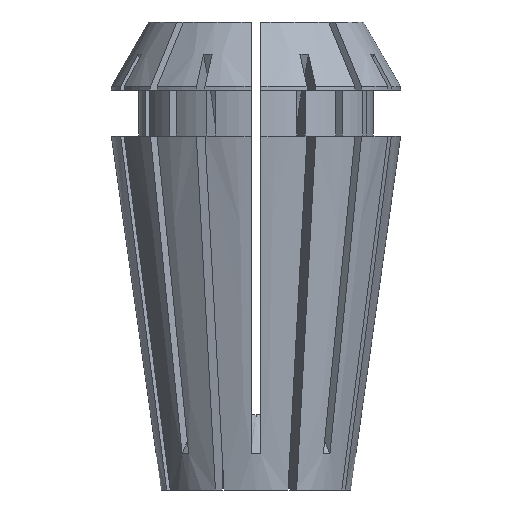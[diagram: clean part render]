
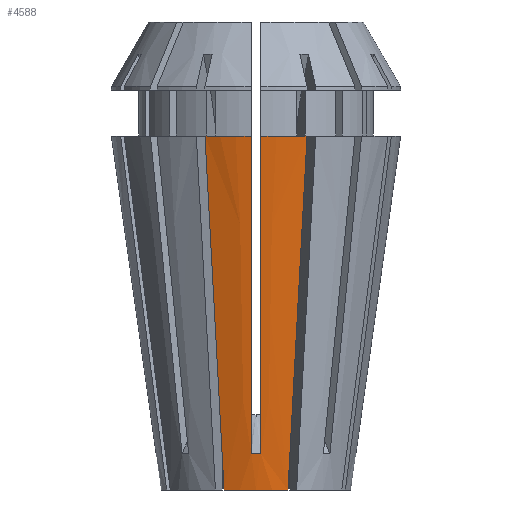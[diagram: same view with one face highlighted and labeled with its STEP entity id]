
A CAD part, left-side view. The second image highlights one B-rep face of the part: STEP entity #4588.
In plain terms, the highlighted conical face has half-angle 8 degrees and reference radius 5.577 mm.
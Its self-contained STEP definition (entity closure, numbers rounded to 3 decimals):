
#40 = ORIENTED_EDGE ( 'NONE', *, *, #804, .T. ) ;
#63 = AXIS2_PLACEMENT_3D ( 'NONE', #185, #3064, #1426 ) ;
#66 = CARTESIAN_POINT ( 'NONE',  ( -7.314, 2.732, 15.874 ) ) ;
#139 = CARTESIAN_POINT ( 'NONE',  ( -5.512, 1.986, 2.007 ) ) ;
#185 = CARTESIAN_POINT ( 'NONE',  ( 0., 0., 0. ) ) ;
#189 = EDGE_CURVE ( 'NONE', #4906, #486, #4707, .T. ) ;
#260 = DIRECTION ( 'NONE',  ( 1., 0., 0. ) ) ;
#486 = VERTEX_POINT ( 'NONE', #756 ) ;
#525 = CARTESIAN_POINT ( 'NONE',  ( -5.773, 2.094, 4.015 ) ) ;
#535 = B_SPLINE_CURVE_WITH_KNOTS ( 'NONE', 3,
 ( #4880, #789, #1144, #4024 ),
 .UNSPECIFIED., .F., .F.,
 ( 4, 4 ),
 ( 0., 0.001 ),
 .UNSPECIFIED. ) ;
#570 = CARTESIAN_POINT ( 'NONE',  ( -5.773, -2.094, 4.015 ) ) ;
#573 = ORIENTED_EDGE ( 'NONE', *, *, #4591, .F. ) ;
#574 = CARTESIAN_POINT ( 'NONE',  ( -7.623, -0.275, 14.592 ) ) ;
#756 = CARTESIAN_POINT ( 'NONE',  ( -5.252, -1.878, 0. ) ) ;
#789 = CARTESIAN_POINT ( 'NONE',  ( -5.879, 0.092, 2.135 ) ) ;
#804 = EDGE_CURVE ( 'NONE', #1856, #3405, #2534, .T. ) ;
#861 = DIRECTION ( 'NONE',  ( -1., 0., 0. ) ) ;
#874 = AXIS2_PLACEMENT_3D ( 'NONE', #2042, #5293, #861 ) ;
#899 = FACE_OUTER_BOUND ( 'NONE', #5218, .T. ) ;
#913 = B_SPLINE_CURVE_WITH_KNOTS ( 'NONE', 3,
 ( #3546, #3935, #1889, #3582, #1500, #1107, #1542 ),
 .UNSPECIFIED., .F., .F.,
 ( 4, 3, 4 ),
 ( 0.033, 0.043, 0.052 ),
 .UNSPECIFIED. ) ;
#921 = ORIENTED_EDGE ( 'NONE', *, *, #4350, .F. ) ;
#931 = CARTESIAN_POINT ( 'NONE',  ( -7.954, 2.997, 20.8 ) ) ;
#1021 = CARTESIAN_POINT ( 'NONE',  ( -8.496, 0.275, 20.8 ) ) ;
#1067 = CARTESIAN_POINT ( 'NONE',  ( -5.872, -0.275, 2.146 ) ) ;
#1071 = DIRECTION ( 'NONE',  ( 0., 0., 1. ) ) ;
#1107 = CARTESIAN_POINT ( 'NONE',  ( -6.31, 0.275, 5.26 ) ) ;
#1144 = CARTESIAN_POINT ( 'NONE',  ( -5.879, -0.092, 2.135 ) ) ;
#1394 = CARTESIAN_POINT ( 'NONE',  ( -7.954, -2.997, 20.8 ) ) ;
#1426 = DIRECTION ( 'NONE',  ( -1., 0., 0. ) ) ;
#1457 = CARTESIAN_POINT ( 'NONE',  ( 0., 0., 20.8 ) ) ;
#1491 = VERTEX_POINT ( 'NONE', #1067 ) ;
#1500 = CARTESIAN_POINT ( 'NONE',  ( -6.748, 0.275, 8.374 ) ) ;
#1542 = CARTESIAN_POINT ( 'NONE',  ( -5.872, 0.275, 2.146 ) ) ;
#1602 = ORIENTED_EDGE ( 'NONE', *, *, #5234, .T. ) ;
#1697 = ORIENTED_EDGE ( 'NONE', *, *, #4189, .T. ) ;
#1831 = VERTEX_POINT ( 'NONE', #2578 ) ;
#1835 = CARTESIAN_POINT ( 'NONE',  ( -8.059, -0.275, 17.696 ) ) ;
#1856 = VERTEX_POINT ( 'NONE', #1021 ) ;
#1867 = CIRCLE ( 'NONE', #63, 5.577 ) ;
#1889 = CARTESIAN_POINT ( 'NONE',  ( -7.623, 0.275, 14.592 ) ) ;
#2042 = CARTESIAN_POINT ( 'NONE',  ( 0., 0., 20.8 ) ) ;
#2044 = B_SPLINE_CURVE_WITH_KNOTS ( 'NONE', 3,
 ( #931, #66, #5026, #4205, #525, #139, #4627 ),
 .UNSPECIFIED., .F., .F.,
 ( 4, 3, 4 ),
 ( 0., 0.015, 0.021 ),
 .UNSPECIFIED. ) ;
#2159 = EDGE_CURVE ( 'NONE', #486, #2313, #1867, .T. ) ;
#2187 = CARTESIAN_POINT ( 'NONE',  ( -7.314, -2.732, 15.874 ) ) ;
#2254 = CARTESIAN_POINT ( 'NONE',  ( -6.31, -0.275, 5.26 ) ) ;
#2313 = VERTEX_POINT ( 'NONE', #3367 ) ;
#2325 = CARTESIAN_POINT ( 'NONE',  ( 0., 0., 0. ) ) ;
#2486 = AXIS2_PLACEMENT_3D ( 'NONE', #2325, #1071, #260 ) ;
#2534 = CIRCLE ( 'NONE', #2981, 8.5 ) ;
#2578 = CARTESIAN_POINT ( 'NONE',  ( -8.496, -0.275, 20.8 ) ) ;
#2585 = CARTESIAN_POINT ( 'NONE',  ( -5.512, -1.986, 2.007 ) ) ;
#2606 = CARTESIAN_POINT ( 'NONE',  ( -6.748, -0.275, 8.374 ) ) ;
#2681 = CARTESIAN_POINT ( 'NONE',  ( -7.954, 2.997, 20.8 ) ) ;
#2880 = CONICAL_SURFACE ( 'NONE', #2486, 5.577, 0.14 ) ;
#2981 = AXIS2_PLACEMENT_3D ( 'NONE', #1457, #3933, #3544 ) ;
#3012 = VERTEX_POINT ( 'NONE', #4753 ) ;
#3047 = CARTESIAN_POINT ( 'NONE',  ( -8.496, -0.275, 20.8 ) ) ;
#3064 = DIRECTION ( 'NONE',  ( 0., 0., -1. ) ) ;
#3367 = CARTESIAN_POINT ( 'NONE',  ( -5.252, 1.878, 0. ) ) ;
#3405 = VERTEX_POINT ( 'NONE', #2681 ) ;
#3508 = CARTESIAN_POINT ( 'NONE',  ( -7.186, -0.275, 11.488 ) ) ;
#3509 = ORIENTED_EDGE ( 'NONE', *, *, #2159, .F. ) ;
#3544 = DIRECTION ( 'NONE',  ( -1., 0., 0. ) ) ;
#3546 = CARTESIAN_POINT ( 'NONE',  ( -8.496, 0.275, 20.8 ) ) ;
#3582 = CARTESIAN_POINT ( 'NONE',  ( -7.186, 0.275, 11.488 ) ) ;
#3803 = ORIENTED_EDGE ( 'NONE', *, *, #4130, .T. ) ;
#3855 = CARTESIAN_POINT ( 'NONE',  ( -5.252, -1.878, 0. ) ) ;
#3933 = DIRECTION ( 'NONE',  ( 0., 0., -1. ) ) ;
#3935 = CARTESIAN_POINT ( 'NONE',  ( -8.059, 0.275, 17.696 ) ) ;
#4024 = CARTESIAN_POINT ( 'NONE',  ( -5.872, -0.275, 2.146 ) ) ;
#4130 = EDGE_CURVE ( 'NONE', #3405, #2313, #2044, .T. ) ;
#4189 = EDGE_CURVE ( 'NONE', #1831, #1491, #4604, .T. ) ;
#4205 = CARTESIAN_POINT ( 'NONE',  ( -6.034, 2.202, 6.022 ) ) ;
#4236 = CARTESIAN_POINT ( 'NONE',  ( -6.674, -2.467, 10.948 ) ) ;
#4255 = CARTESIAN_POINT ( 'NONE',  ( -6.034, -2.202, 6.022 ) ) ;
#4350 = EDGE_CURVE ( 'NONE', #3012, #1491, #535, .T. ) ;
#4588 = ADVANCED_FACE ( 'NONE', ( #899 ), #2880, .T. ) ;
#4591 = EDGE_CURVE ( 'NONE', #1856, #3012, #913, .T. ) ;
#4604 = B_SPLINE_CURVE_WITH_KNOTS ( 'NONE', 3,
 ( #3047, #1835, #574, #3508, #2606, #2254, #5106 ),
 .UNSPECIFIED., .F., .F.,
 ( 4, 3, 4 ),
 ( 0.033, 0.043, 0.052 ),
 .UNSPECIFIED. ) ;
#4627 = CARTESIAN_POINT ( 'NONE',  ( -5.252, 1.878, 0. ) ) ;
#4662 = CIRCLE ( 'NONE', #874, 8.5 ) ;
#4683 = ORIENTED_EDGE ( 'NONE', *, *, #189, .F. ) ;
#4707 = B_SPLINE_CURVE_WITH_KNOTS ( 'NONE', 3,
 ( #1394, #2187, #4236, #4255, #570, #2585, #3855 ),
 .UNSPECIFIED., .F., .F.,
 ( 4, 3, 4 ),
 ( 0., 0.015, 0.021 ),
 .UNSPECIFIED. ) ;
#4753 = CARTESIAN_POINT ( 'NONE',  ( -5.872, 0.275, 2.146 ) ) ;
#4880 = CARTESIAN_POINT ( 'NONE',  ( -5.872, 0.275, 2.146 ) ) ;
#4906 = VERTEX_POINT ( 'NONE', #5060 ) ;
#5026 = CARTESIAN_POINT ( 'NONE',  ( -6.674, 2.467, 10.948 ) ) ;
#5060 = CARTESIAN_POINT ( 'NONE',  ( -7.954, -2.997, 20.8 ) ) ;
#5106 = CARTESIAN_POINT ( 'NONE',  ( -5.872, -0.275, 2.146 ) ) ;
#5218 = EDGE_LOOP ( 'NONE', ( #40, #3803, #3509, #4683, #1602, #1697, #921, #573 ) ) ;
#5234 = EDGE_CURVE ( 'NONE', #4906, #1831, #4662, .T. ) ;
#5293 = DIRECTION ( 'NONE',  ( 0., 0., -1. ) ) ;
